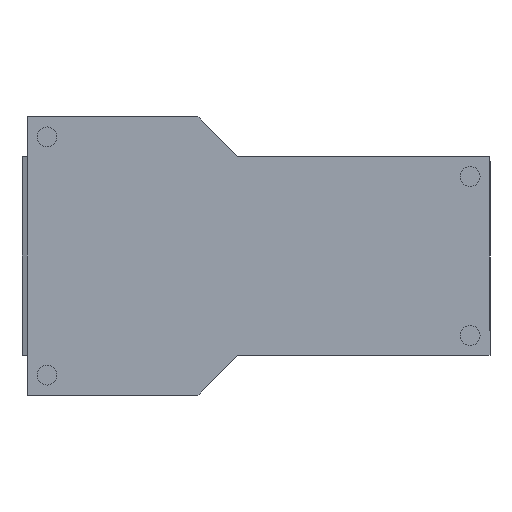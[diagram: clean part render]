
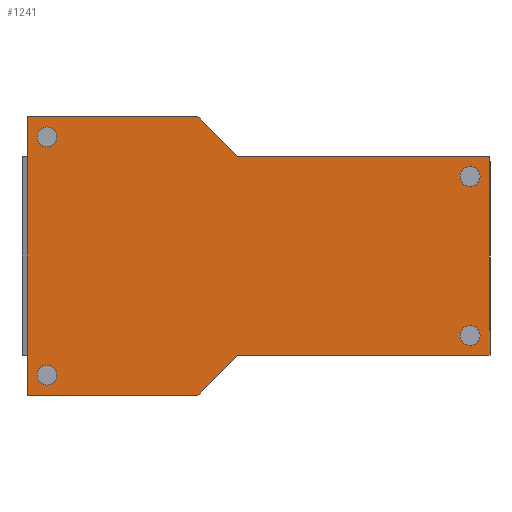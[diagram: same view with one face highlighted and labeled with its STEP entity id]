
A CAD part, front view. The second image highlights one B-rep face of the part: STEP entity #1241.
In plain terms, the highlighted planar face has unit normal (0, -1, 0).
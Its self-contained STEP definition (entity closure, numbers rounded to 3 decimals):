
#977=CARTESIAN_POINT('',(86.0,0.,140.0));
#978=VERTEX_POINT('',#977);
#985=CARTESIAN_POINT('',(106.0,0.,120.));
#986=VERTEX_POINT('',#985);
#987=CARTESIAN_POINT('',(86.0,0.,140.0));
#988=DIRECTION('',(0.707,0.,-0.707));
#989=VECTOR('',#988,28.284);
#990=LINE('',#987,#989);
#991=EDGE_CURVE('',#978,#986,#990,.T.);
#1015=CARTESIAN_POINT('',(0.0,0.0,140.0));
#1016=VERTEX_POINT('',#1015);
#1023=CARTESIAN_POINT('',(0.0,0.0,140.0));
#1024=DIRECTION('',(1.0,0.0,0.0));
#1025=VECTOR('',#1024,86.0);
#1026=LINE('',#1023,#1025);
#1027=EDGE_CURVE('',#1016,#978,#1026,.T.);
#1046=CARTESIAN_POINT('',(0.0,0.0,0.0));
#1047=VERTEX_POINT('',#1046);
#1054=CARTESIAN_POINT('',(0.0,0.0,0.0));
#1055=DIRECTION('',(0.0,0.0,1.0));
#1056=VECTOR('',#1055,140.0);
#1057=LINE('',#1054,#1056);
#1058=EDGE_CURVE('',#1047,#1016,#1057,.T.);
#1077=CARTESIAN_POINT('',(86.0,0.0,0.));
#1078=VERTEX_POINT('',#1077);
#1085=CARTESIAN_POINT('',(86.0,0.0,0.));
#1086=DIRECTION('',(-1.0,0.0,0.0));
#1087=VECTOR('',#1086,86.0);
#1088=LINE('',#1085,#1087);
#1089=EDGE_CURVE('',#1078,#1047,#1088,.T.);
#1108=CARTESIAN_POINT('',(106.0,0.,20.));
#1109=VERTEX_POINT('',#1108);
#1116=CARTESIAN_POINT('',(106.0,0.,20.));
#1117=DIRECTION('',(-0.707,0.,-0.707));
#1118=VECTOR('',#1117,28.284);
#1119=LINE('',#1116,#1118);
#1120=EDGE_CURVE('',#1109,#1078,#1119,.T.);
#1139=CARTESIAN_POINT('',(233.0,0.,20.));
#1140=VERTEX_POINT('',#1139);
#1147=CARTESIAN_POINT('',(233.0,0.,20.));
#1148=DIRECTION('',(-1.0,0.0,0.0));
#1149=VECTOR('',#1148,127.0);
#1150=LINE('',#1147,#1149);
#1151=EDGE_CURVE('',#1140,#1109,#1150,.T.);
#1170=CARTESIAN_POINT('',(233.,0.,120.));
#1171=VERTEX_POINT('',#1170);
#1178=CARTESIAN_POINT('',(233.,0.,120.));
#1179=DIRECTION('',(0.0,0.0,-1.0));
#1180=VECTOR('',#1179,100.);
#1181=LINE('',#1178,#1180);
#1182=EDGE_CURVE('',#1171,#1140,#1181,.T.);
#1200=CARTESIAN_POINT('',(106.0,0.,120.));
#1201=DIRECTION('',(1.0,0.0,0.0));
#1202=VECTOR('',#1201,127.);
#1203=LINE('',#1200,#1202);
#1204=EDGE_CURVE('',#986,#1171,#1203,.T.);
#1226=CARTESIAN_POINT('',(109.581,0.,70.));
#1227=DIRECTION('',(0.0,1.0,0.0));
#1228=DIRECTION('',(1.0,0.0,0.0));
#1229=AXIS2_PLACEMENT_3D('',#1226,#1227,#1228);
#1230=PLANE('',#1229);
#1231=ORIENTED_EDGE('',*,*,#1204,.F.);
#1232=ORIENTED_EDGE('',*,*,#991,.F.);
#1233=ORIENTED_EDGE('',*,*,#1027,.F.);
#1234=ORIENTED_EDGE('',*,*,#1058,.F.);
#1235=ORIENTED_EDGE('',*,*,#1089,.F.);
#1236=ORIENTED_EDGE('',*,*,#1120,.F.);
#1237=ORIENTED_EDGE('',*,*,#1151,.F.);
#1238=ORIENTED_EDGE('',*,*,#1182,.F.);
#1239=EDGE_LOOP('',(#1231,#1232,#1233,#1234,#1235,#1236,#1237,#1238));
#1240=FACE_OUTER_BOUND('',#1239,.T.);
#1241=ADVANCED_FACE('',(#1240),#1230,.F.);
